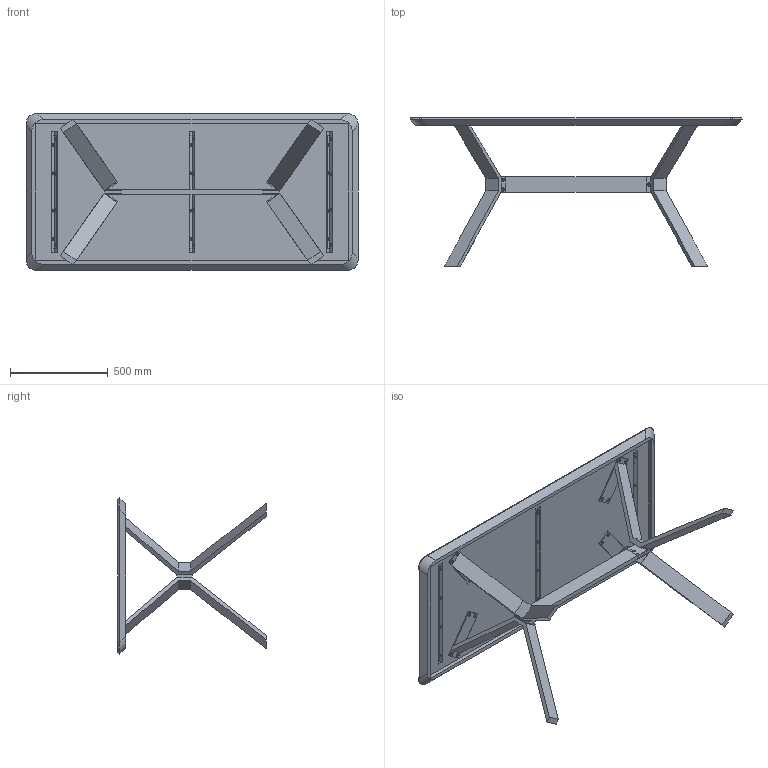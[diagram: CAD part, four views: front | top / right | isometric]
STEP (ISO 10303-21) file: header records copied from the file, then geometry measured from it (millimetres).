
FILE_DESCRIPTION (( 'STEP AP203' ), '1' );
FILE_NAME ('0. X - 170x80x76 - sklop.STEP', '2023-11-23T12:44:24', ( '' ), ( '' ), 'SwSTEP 2.0', 'SolidWorks 2023', '' );
FILE_SCHEMA (( 'CONFIG_CONTROL_DESIGN' ));
Products named in the file (1): 0. X - 170x80x76 - sklop
Bounding box: 1700 x 760 x 800 mm (x, y, z)
Volume: 38040331.6 mm3; surface area: 4343099.1 mm2
Topology: 77 solids, 77 shells, 2747 faces, 6803 edges, 4212 vertices
Faces by surface type: plane 1167, cylinder 840, cone 386, bspline 166, torus 140, sphere 48
Entity records: 131946 total; most frequent: CARTESIAN_POINT 69957, ORIENTED_EDGE 13422, DIRECTION 12557, EDGE_CURVE 6711, AXIS2_PLACEMENT_3D 4782, VERTEX_POINT 4212, VECTOR 2993, LINE 2993
